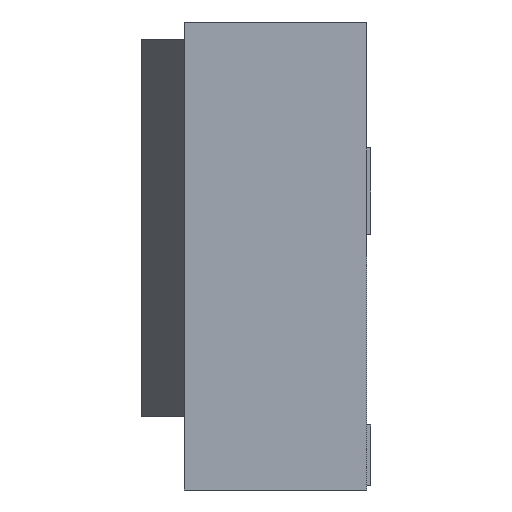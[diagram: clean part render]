
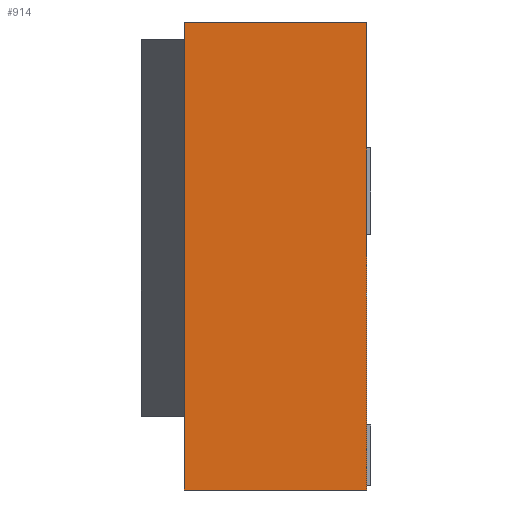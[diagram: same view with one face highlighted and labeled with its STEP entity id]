
A CAD part, left-side view. The second image highlights one B-rep face of the part: STEP entity #914.
In plain terms, the highlighted planar face has unit normal (-1, 0, 0).
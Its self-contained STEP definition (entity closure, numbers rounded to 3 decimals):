
#549 = DIRECTION ( 'NONE',  ( 0., 0., 1. ) ) ;
#550 = VECTOR ( 'NONE', #549, 1000. ) ;
#551 = CARTESIAN_POINT ( 'NONE',  ( -4.4, 2.15, 0. ) ) ;
#552 = LINE ( 'NONE', #551, #550 ) ;
#557 = CARTESIAN_POINT ( 'NONE',  ( -4.4, 2.15, -1.85 ) ) ;
#558 = DIRECTION ( 'NONE',  ( 0., 0., 1. ) ) ;
#559 = VECTOR ( 'NONE', #558, 1000. ) ;
#560 = CARTESIAN_POINT ( 'NONE',  ( -4.4, 2.15, 0. ) ) ;
#561 = LINE ( 'NONE', #560, #559 ) ;
#592 = CARTESIAN_POINT ( 'NONE',  ( -4.4, 2.15, -2.7 ) ) ;
#593 = DIRECTION ( 'NONE',  ( 0., 1., 0. ) ) ;
#594 = VECTOR ( 'NONE', #593, 1000. ) ;
#595 = CARTESIAN_POINT ( 'NONE',  ( -4.4, 1.1, -2.7 ) ) ;
#596 = LINE ( 'NONE', #595, #594 ) ;
#597 = CARTESIAN_POINT ( 'NONE',  ( -4.4, 0.05, -2.7 ) ) ;
#842 = EDGE_CURVE ( 'NONE', #1084, #843, #1738, .T. ) ;
#843 = VERTEX_POINT ( 'NONE', #1734 ) ;
#891 = ORIENTED_EDGE ( 'NONE', *, *, #842, .F. ) ;
#892 = ORIENTED_EDGE ( 'NONE', *, *, #1476, .F. ) ;
#893 = ORIENTED_EDGE ( 'NONE', *, *, #1526, .F. ) ;
#894 = ORIENTED_EDGE ( 'NONE', *, *, #1542, .F. ) ;
#895 = ORIENTED_EDGE ( 'NONE', *, *, #896, .T. ) ;
#896 = EDGE_CURVE ( 'NONE', #1540, #897, #1783, .T. ) ;
#897 = VERTEX_POINT ( 'NONE', #1779 ) ;
#898 = ORIENTED_EDGE ( 'NONE', *, *, #899, .F. ) ;
#899 = EDGE_CURVE ( 'NONE', #843, #897, #1778, .T. ) ;
#914 = ADVANCED_FACE ( 'NONE', ( #1832 ), #1831, .F. ) ;
#915 = EDGE_LOOP ( 'NONE', ( #891, #892, #893, #894, #895, #898 ) ) ;
#1084 = VERTEX_POINT ( 'NONE', #2053 ) ;
#1476 = EDGE_CURVE ( 'NONE', #1527, #1084, #552, .T. ) ;
#1526 = EDGE_CURVE ( 'NONE', #1543, #1527, #561, .T. ) ;
#1527 = VERTEX_POINT ( 'NONE', #557 ) ;
#1540 = VERTEX_POINT ( 'NONE', #597 ) ;
#1542 = EDGE_CURVE ( 'NONE', #1540, #1543, #596, .T. ) ;
#1543 = VERTEX_POINT ( 'NONE', #592 ) ;
#1734 = CARTESIAN_POINT ( 'NONE',  ( -4.4, 2.15, 2.7 ) ) ;
#1735 = DIRECTION ( 'NONE',  ( 0., 0., 1. ) ) ;
#1736 = VECTOR ( 'NONE', #1735, 1000. ) ;
#1737 = CARTESIAN_POINT ( 'NONE',  ( -4.4, 2.15, 0. ) ) ;
#1738 = LINE ( 'NONE', #1737, #1736 ) ;
#1775 = DIRECTION ( 'NONE',  ( 0., -1., 0. ) ) ;
#1776 = VECTOR ( 'NONE', #1775, 1000. ) ;
#1777 = CARTESIAN_POINT ( 'NONE',  ( -4.4, 1.1, 2.7 ) ) ;
#1778 = LINE ( 'NONE', #1777, #1776 ) ;
#1779 = CARTESIAN_POINT ( 'NONE',  ( -4.4, 0.05, 2.7 ) ) ;
#1780 = DIRECTION ( 'NONE',  ( 0., 0., 1. ) ) ;
#1781 = VECTOR ( 'NONE', #1780, 1000. ) ;
#1782 = CARTESIAN_POINT ( 'NONE',  ( -4.4, 0.05, 0. ) ) ;
#1783 = LINE ( 'NONE', #1782, #1781 ) ;
#1827 = DIRECTION ( 'NONE',  ( 0., 1., 0. ) ) ;
#1828 = DIRECTION ( 'NONE',  ( 1., 0., 0. ) ) ;
#1829 = CARTESIAN_POINT ( 'NONE',  ( -4.4, 0.05, -2.7 ) ) ;
#1830 = AXIS2_PLACEMENT_3D ( 'NONE', #1829, #1828, #1827 ) ;
#1831 = PLANE ( 'NONE',  #1830 ) ;
#1832 = FACE_OUTER_BOUND ( 'NONE', #915, .T. ) ;
#2053 = CARTESIAN_POINT ( 'NONE',  ( -4.4, 2.15, 2.5 ) ) ;
